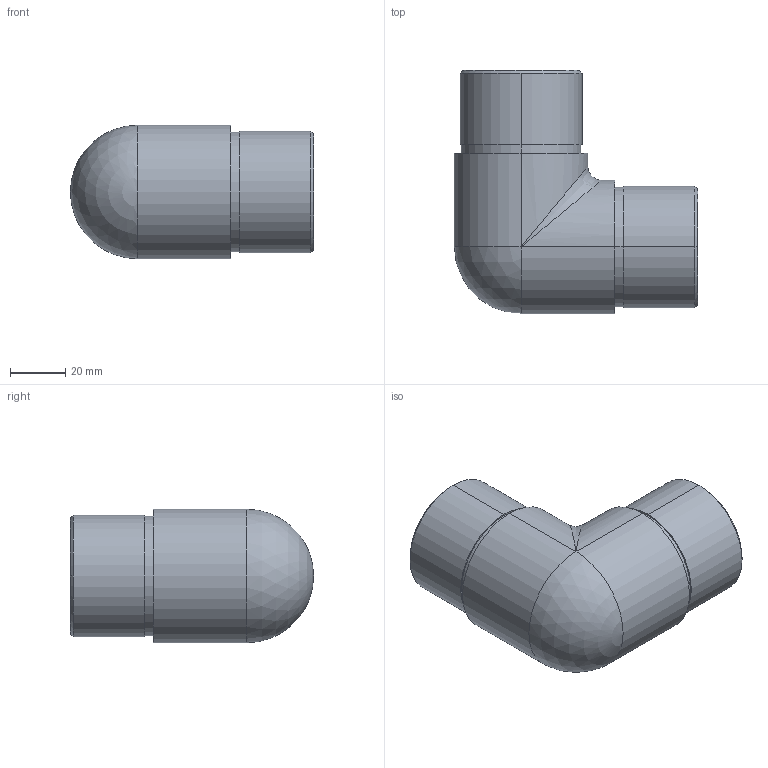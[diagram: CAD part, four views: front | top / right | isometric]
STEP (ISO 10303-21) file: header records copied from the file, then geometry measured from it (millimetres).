
FILE_DESCRIPTION (( 'STEP AP203' ), '1' );
FILE_NAME ('A_0303-248.STEP', '2019-05-07T11:33:41', ( '' ), ( '' ), 'SwSTEP 2.0', 'SolidWorks 2013', '' );
FILE_SCHEMA (( 'CONFIG_CONTROL_DESIGN' ));
Length unit declared in the file: millimetre
Products named in the file (1): A_0303-248
Bounding box: 88.12 x 88.12 x 48.3 mm (x, y, z)
Volume: 37702.1 mm3; surface area: 35792 mm2
Topology: 1 solids, 1 shells, 42 faces, 90 edges, 48 vertices
Faces by surface type: cylinder 20, torus 8, plane 6, cone 4, sphere 2, bspline 2
Entity records: 1395 total; most frequent: CARTESIAN_POINT 433, DIRECTION 214, ORIENTED_EDGE 164, AXIS2_PLACEMENT_3D 95, EDGE_CURVE 82, CIRCLE 54, EDGE_LOOP 48, VERTEX_POINT 46
